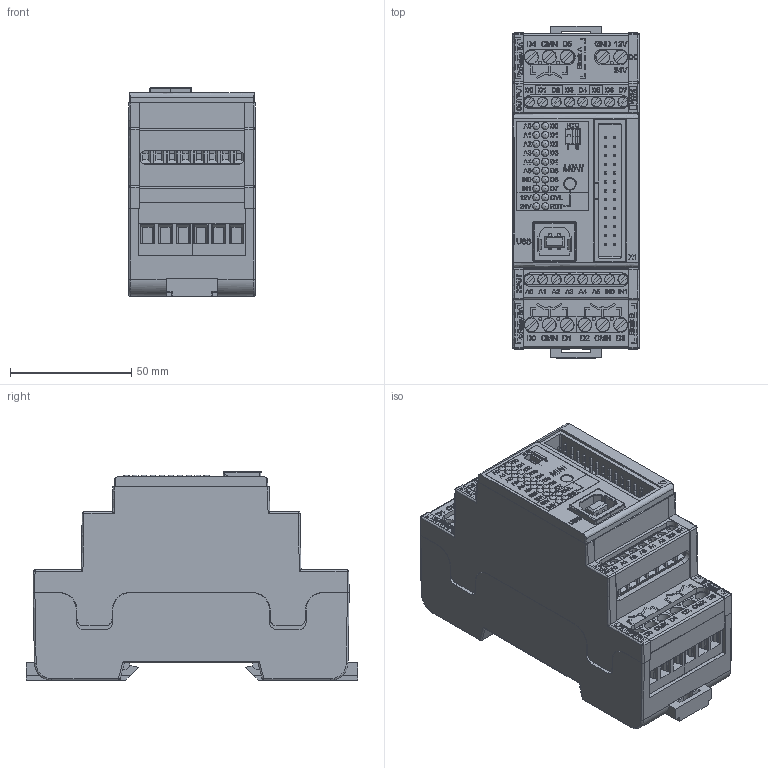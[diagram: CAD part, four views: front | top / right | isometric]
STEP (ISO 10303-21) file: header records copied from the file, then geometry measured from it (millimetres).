
FILE_DESCRIPTION(('FreeCAD Model'),'2;1');
FILE_NAME('Open CASCADE Shape Model','2025-04-30T07:45:47',('FreeCAD'),( 'FreeCAD'),'Open CASCADE STEP processor 7.6','FreeCAD','Unknown');
FILE_SCHEMA(('AUTOMOTIVE_DESIGN { 1 0 10303 214 1 1 1 1 }'));
Products named in the file (1): Open CASCADE STEP translator 7.6 1
Bounding box: 52.15 x 136.9 x 86.05 mm (x, y, z)
Volume: 137094.6 mm3; surface area: 121877.9 mm2
Topology: 30 solids, 30 shells, 6213 faces, 16584 edges, 10881 vertices
Faces by surface type: bspline 6213
Entity records: 197744 total; most frequent: CARTESIAN_POINT 97245, ORIENTED_EDGE 33032, EDGE_CURVE 16516, B_SPLINE_CURVE_WITH_KNOTS 14645, VERTEX_POINT 10881, FACE_BOUND 6885, EDGE_LOOP 6885, ADVANCED_FACE 6213
